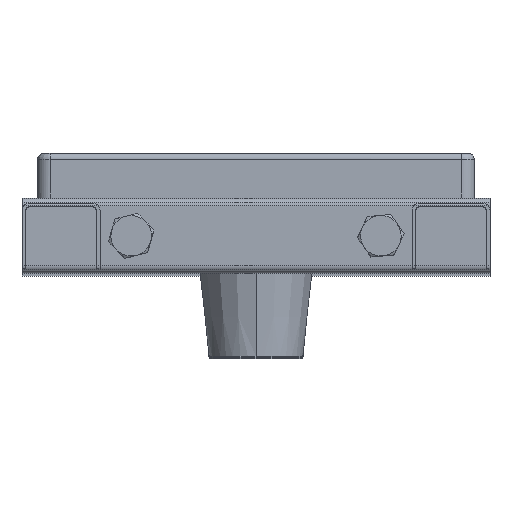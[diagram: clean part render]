
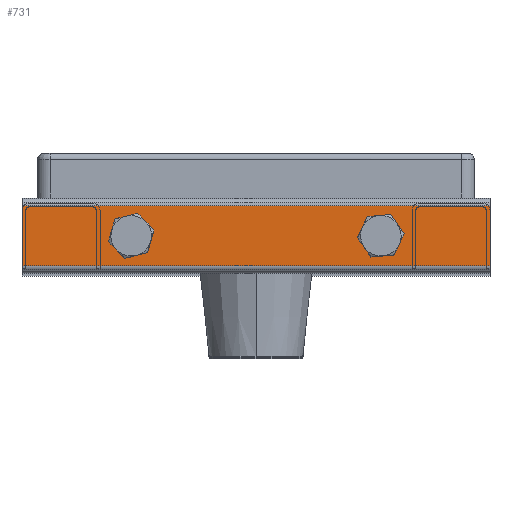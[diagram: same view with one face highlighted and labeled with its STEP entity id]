
A CAD part, top view. The second image highlights one B-rep face of the part: STEP entity #731.
In plain terms, the highlighted face is planar.
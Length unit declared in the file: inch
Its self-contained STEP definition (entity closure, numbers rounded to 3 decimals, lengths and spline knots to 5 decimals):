
#634 = CARTESIAN_POINT ( 'NONE',  ( -4.52756, 0.47244, 0. ) ) ;
#731 = ADVANCED_FACE ( 'NONE', ( #2029, #1077, #8791 ), #14372, .F. ) ;
#957 = ORIENTED_EDGE ( 'NONE', *, *, #9672, .F. ) ;
#1026 = VERTEX_POINT ( 'NONE', #9077 ) ;
#1077 = FACE_BOUND ( 'NONE', #10801, .T. ) ;
#1938 = DIRECTION ( 'NONE',  ( 1., 0., 0. ) ) ;
#2029 = FACE_BOUND ( 'NONE', #8975, .T. ) ;
#2092 = DIRECTION ( 'NONE',  ( 1., 0., 0. ) ) ;
#2160 = DIRECTION ( 'NONE',  ( 0., 0., -1. ) ) ;
#2194 = EDGE_CURVE ( 'NONE', #3817, #1026, #4494, .T. ) ;
#2260 = CARTESIAN_POINT ( 'NONE',  ( -5.90551, 0.85039, 0. ) ) ;
#2420 = AXIS2_PLACEMENT_3D ( 'NONE', #634, #4939, #5980 ) ;
#2491 = CIRCLE ( 'NONE', #10678, 0.22047 ) ;
#2532 = LINE ( 'NONE', #11812, #5227 ) ;
#2839 = ORIENTED_EDGE ( 'NONE', *, *, #8790, .F. ) ;
#3097 = CARTESIAN_POINT ( 'NONE',  ( -2.95276, 0.85039, 0. ) ) ;
#3186 = CARTESIAN_POINT ( 'NONE',  ( -1.37795, 0.47244, 0. ) ) ;
#3748 = ORIENTED_EDGE ( 'NONE', *, *, #11406, .F. ) ;
#3817 = VERTEX_POINT ( 'NONE', #13848 ) ;
#3951 = DIRECTION ( 'NONE',  ( 1., 0., 0. ) ) ;
#4494 = CIRCLE ( 'NONE', #10117, 0.22047 ) ;
#4672 = AXIS2_PLACEMENT_3D ( 'NONE', #7591, #6569, #13186 ) ;
#4939 = DIRECTION ( 'NONE',  ( 0., 0., -1. ) ) ;
#4956 = VECTOR ( 'NONE', #11898, 39.37008 ) ;
#4993 = EDGE_CURVE ( 'NONE', #7335, #14067, #6270, .T. ) ;
#5143 = CARTESIAN_POINT ( 'NONE',  ( -1.15748, 0.47244, 0. ) ) ;
#5227 = VECTOR ( 'NONE', #14184, 39.37008 ) ;
#5239 = VECTOR ( 'NONE', #8665, 39.37008 ) ;
#5454 = CIRCLE ( 'NONE', #2420, 0.22047 ) ;
#5980 = DIRECTION ( 'NONE',  ( 1., 0., 0. ) ) ;
#6210 = CARTESIAN_POINT ( 'NONE',  ( -1.59843, 0.47244, 0. ) ) ;
#6270 = CIRCLE ( 'NONE', #9349, 0.22047 ) ;
#6293 = EDGE_CURVE ( 'NONE', #9232, #8539, #8678, .T. ) ;
#6569 = DIRECTION ( 'NONE',  ( 0., 0., 1. ) ) ;
#6579 = CARTESIAN_POINT ( 'NONE',  ( -5.90551, 0.09449, 0. ) ) ;
#6955 = VERTEX_POINT ( 'NONE', #10909 ) ;
#6967 = CARTESIAN_POINT ( 'NONE',  ( -4.52756, 0.47244, 0. ) ) ;
#7334 = CARTESIAN_POINT ( 'NONE',  ( -2.95276, 0.09449, 0. ) ) ;
#7335 = VERTEX_POINT ( 'NONE', #5143 ) ;
#7550 = CARTESIAN_POINT ( 'NONE',  ( 0., 0.47244, 0. ) ) ;
#7591 = CARTESIAN_POINT ( 'NONE',  ( -5.90551, 0.85039, 0. ) ) ;
#7728 = CARTESIAN_POINT ( 'NONE',  ( -1.37795, 0.47244, 0. ) ) ;
#7737 = ORIENTED_EDGE ( 'NONE', *, *, #2194, .F. ) ;
#7958 = CARTESIAN_POINT ( 'NONE',  ( 0., 0.85039, 0. ) ) ;
#8457 = VERTEX_POINT ( 'NONE', #6579 ) ;
#8478 = ORIENTED_EDGE ( 'NONE', *, *, #4993, .F. ) ;
#8539 = VERTEX_POINT ( 'NONE', #2260 ) ;
#8665 = DIRECTION ( 'NONE',  ( 0., 1., 0. ) ) ;
#8678 = LINE ( 'NONE', #3097, #4956 ) ;
#8790 = EDGE_CURVE ( 'NONE', #1026, #3817, #5454, .T. ) ;
#8791 = FACE_OUTER_BOUND ( 'NONE', #10133, .T. ) ;
#8975 = EDGE_LOOP ( 'NONE', ( #8478, #13980 ) ) ;
#9077 = CARTESIAN_POINT ( 'NONE',  ( -4.30709, 0.47244, 0. ) ) ;
#9232 = VERTEX_POINT ( 'NONE', #7958 ) ;
#9349 = AXIS2_PLACEMENT_3D ( 'NONE', #7728, #2160, #2092 ) ;
#9466 = DIRECTION ( 'NONE',  ( 0., 0., -1. ) ) ;
#9510 = EDGE_CURVE ( 'NONE', #8539, #8457, #2532, .T. ) ;
#9672 = EDGE_CURVE ( 'NONE', #6955, #9232, #9989, .T. ) ;
#9770 = LINE ( 'NONE', #7334, #12772 ) ;
#9989 = LINE ( 'NONE', #7550, #5239 ) ;
#10117 = AXIS2_PLACEMENT_3D ( 'NONE', #6967, #9466, #3951 ) ;
#10133 = EDGE_LOOP ( 'NONE', ( #3748, #10392, #12570, #957 ) ) ;
#10392 = ORIENTED_EDGE ( 'NONE', *, *, #9510, .F. ) ;
#10678 = AXIS2_PLACEMENT_3D ( 'NONE', #3186, #13097, #1938 ) ;
#10801 = EDGE_LOOP ( 'NONE', ( #2839, #7737 ) ) ;
#10909 = CARTESIAN_POINT ( 'NONE',  ( 0., 0.09449, 0. ) ) ;
#11012 = DIRECTION ( 'NONE',  ( 1., 0., 0. ) ) ;
#11406 = EDGE_CURVE ( 'NONE', #8457, #6955, #9770, .T. ) ;
#11812 = CARTESIAN_POINT ( 'NONE',  ( -5.90551, 0.47244, 0. ) ) ;
#11898 = DIRECTION ( 'NONE',  ( -1., 0., 0. ) ) ;
#12570 = ORIENTED_EDGE ( 'NONE', *, *, #6293, .F. ) ;
#12772 = VECTOR ( 'NONE', #11012, 39.37008 ) ;
#13097 = DIRECTION ( 'NONE',  ( 0., 0., -1. ) ) ;
#13186 = DIRECTION ( 'NONE',  ( 0., -1., 0. ) ) ;
#13645 = EDGE_CURVE ( 'NONE', #14067, #7335, #2491, .T. ) ;
#13848 = CARTESIAN_POINT ( 'NONE',  ( -4.74803, 0.47244, 0. ) ) ;
#13980 = ORIENTED_EDGE ( 'NONE', *, *, #13645, .F. ) ;
#14067 = VERTEX_POINT ( 'NONE', #6210 ) ;
#14184 = DIRECTION ( 'NONE',  ( 0., -1., 0. ) ) ;
#14372 = PLANE ( 'NONE',  #4672 ) ;
